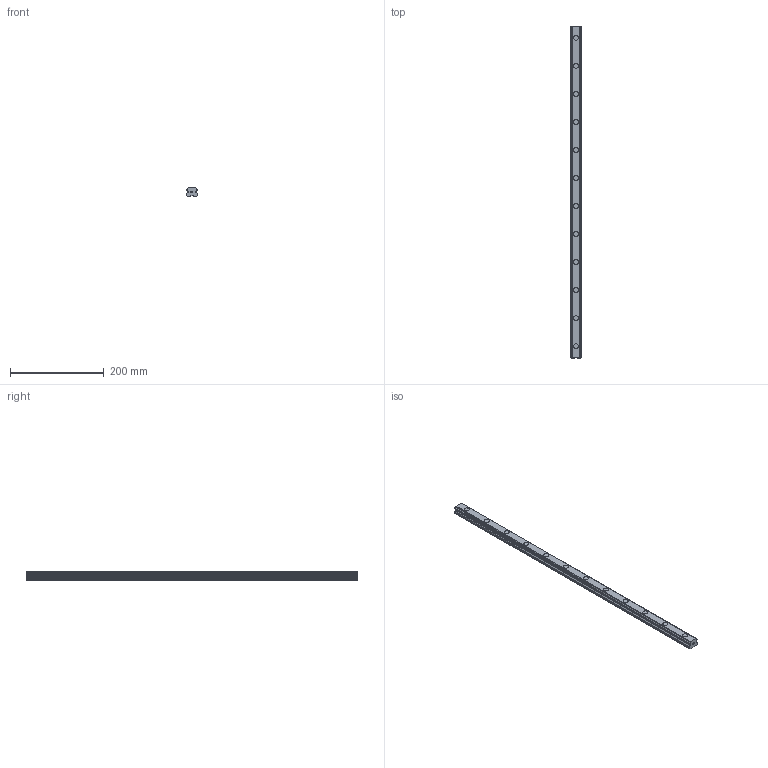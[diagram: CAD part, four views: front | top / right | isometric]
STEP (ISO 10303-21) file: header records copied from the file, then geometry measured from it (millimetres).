
FILE_DESCRIPTION(('STEP AP214'),'1');
FILE_NAME('cctmp_6CC5F79D-7F4D-42CA-A6BA-D7341AA4094D_2021_02_09_16_28_42_0710..stp','2021-02-09T15:28:42',('HIWIN GmbH'),('CADClick - www.CADClick.com'),'Spatial InterOp 3D',' ','unknown authorization');
FILE_SCHEMA(('AUTOMOTIVE_DESIGN'));
Length unit declared in the file: millimetre
Products named in the file (1): EGR25R710C_FILE
Bounding box: 23 x 710 x 18 mm (x, y, z)
Volume: 244013.7 mm3; surface area: 66623.9 mm2
Topology: 1 solids, 1 shells, 249 faces, 657 edges, 438 vertices
Faces by surface type: plane 157, cylinder 92
Entity records: 9827 total; most frequent: DIRECTION 1437, CARTESIAN_POINT 1345, ORIENTED_EDGE 1314, EDGE_CURVE 657, AXIS2_PLACEMENT_3D 530, VERTEX_POINT 438, LINE 377, VECTOR 377
